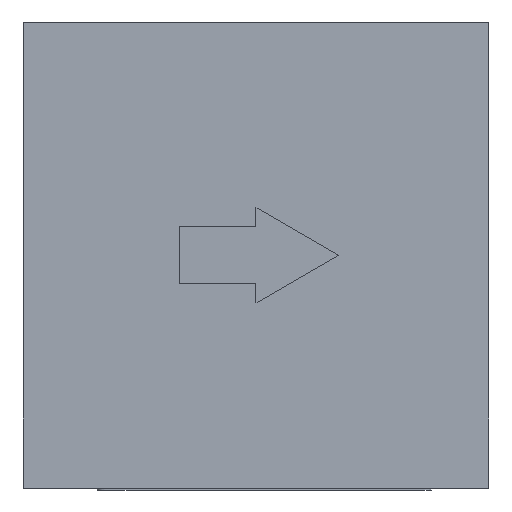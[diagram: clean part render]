
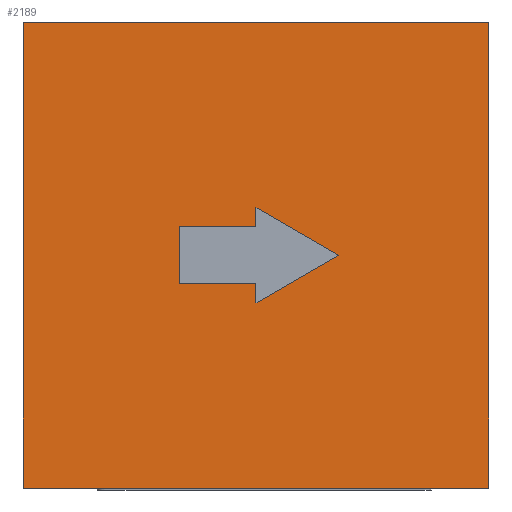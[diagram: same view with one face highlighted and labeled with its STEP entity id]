
A CAD part, left-side view. The second image highlights one B-rep face of the part: STEP entity #2189.
In plain terms, the highlighted planar face has unit normal (-1, 0, 0).
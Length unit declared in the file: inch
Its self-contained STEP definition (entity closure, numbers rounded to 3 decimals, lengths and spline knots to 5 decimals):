
#92 = VERTEX_POINT ( 'NONE', #105 ) ;
#105 = CARTESIAN_POINT ( 'NONE',  ( -5.12, 0.61, -0.485 ) ) ;
#380 = DIRECTION ( 'NONE',  ( 0., -0.866, 0.5 ) ) ;
#688 = VECTOR ( 'NONE', #16504, 39.37008 ) ;
#766 = LINE ( 'NONE', #6015, #12651 ) ;
#1946 = CARTESIAN_POINT ( 'NONE',  ( -5.12, 0.39349, -0.61 ) ) ;
#2088 = CARTESIAN_POINT ( 'NONE',  ( -5.12, 1.22, 0. ) ) ;
#2146 = DIRECTION ( 'NONE',  ( 0., -1., 0. ) ) ;
#2183 = PLANE ( 'NONE',  #11195 ) ;
#2189 = ADVANCED_FACE ( 'NONE', ( #5760, #3613 ), #2183, .T. ) ;
#2233 = EDGE_LOOP ( 'NONE', ( #14507, #4576, #5893, #7993, #15768, #9902, #13905 ) ) ;
#2237 = VERTEX_POINT ( 'NONE', #15300 ) ;
#2336 = VERTEX_POINT ( 'NONE', #7391 ) ;
#2671 = CARTESIAN_POINT ( 'NONE',  ( -5.12, 0., 0. ) ) ;
#2899 = CARTESIAN_POINT ( 'NONE',  ( -5.12, 0.61, -0.735 ) ) ;
#2961 = EDGE_CURVE ( 'NONE', #2336, #10479, #9529, .T. ) ;
#3132 = CARTESIAN_POINT ( 'NONE',  ( -5.12, 0.61, -0.535 ) ) ;
#3613 = FACE_BOUND ( 'NONE', #2233, .T. ) ;
#3632 = DIRECTION ( 'NONE',  ( 0., -1., 0. ) ) ;
#4487 = DIRECTION ( 'NONE',  ( 0., 0., -1. ) ) ;
#4553 = VECTOR ( 'NONE', #13497, 39.37008 ) ;
#4576 = ORIENTED_EDGE ( 'NONE', *, *, #11536, .F. ) ;
#4618 = VECTOR ( 'NONE', #5082, 39.37008 ) ;
#4803 = EDGE_CURVE ( 'NONE', #6311, #2237, #14387, .T. ) ;
#4925 = DIRECTION ( 'NONE',  ( 0., 0., -1. ) ) ;
#5082 = DIRECTION ( 'NONE',  ( 0., 0.866, 0.5 ) ) ;
#5297 = LINE ( 'NONE', #8015, #11004 ) ;
#5760 = FACE_OUTER_BOUND ( 'NONE', #16146, .T. ) ;
#5818 = EDGE_CURVE ( 'NONE', #12192, #2336, #16361, .T. ) ;
#5893 = ORIENTED_EDGE ( 'NONE', *, *, #9717, .F. ) ;
#6015 = CARTESIAN_POINT ( 'NONE',  ( -5.12, 0.61, -0.685 ) ) ;
#6126 = DIRECTION ( 'NONE',  ( 0., 0., 1. ) ) ;
#6311 = VERTEX_POINT ( 'NONE', #9916 ) ;
#6474 = ORIENTED_EDGE ( 'NONE', *, *, #5818, .F. ) ;
#6852 = VERTEX_POINT ( 'NONE', #1946 ) ;
#7104 = VECTOR ( 'NONE', #3632, 39.37008 ) ;
#7331 = ORIENTED_EDGE ( 'NONE', *, *, #16953, .F. ) ;
#7391 = CARTESIAN_POINT ( 'NONE',  ( -5.12, 0., -1.22 ) ) ;
#7626 = LINE ( 'NONE', #15670, #4618 ) ;
#7792 = CARTESIAN_POINT ( 'NONE',  ( -5.12, 0., 0. ) ) ;
#7993 = ORIENTED_EDGE ( 'NONE', *, *, #11684, .F. ) ;
#8015 = CARTESIAN_POINT ( 'NONE',  ( -5.12, 0.39349, -0.61 ) ) ;
#8158 = CARTESIAN_POINT ( 'NONE',  ( -5.12, 0., -1.22 ) ) ;
#8527 = CARTESIAN_POINT ( 'NONE',  ( -5.12, 1.22, 0. ) ) ;
#9197 = CARTESIAN_POINT ( 'NONE',  ( -5.12, 0.61, -0.735 ) ) ;
#9382 = LINE ( 'NONE', #3132, #10446 ) ;
#9464 = DIRECTION ( 'NONE',  ( 0., 0., -1. ) ) ;
#9529 = LINE ( 'NONE', #8158, #4553 ) ;
#9717 = EDGE_CURVE ( 'NONE', #13441, #6852, #5297, .T. ) ;
#9902 = ORIENTED_EDGE ( 'NONE', *, *, #4803, .F. ) ;
#9916 = CARTESIAN_POINT ( 'NONE',  ( -5.12, 0.81, -0.535 ) ) ;
#10299 = LINE ( 'NONE', #15492, #7104 ) ;
#10446 = VECTOR ( 'NONE', #9464, 39.37008 ) ;
#10479 = VERTEX_POINT ( 'NONE', #12574 ) ;
#10876 = EDGE_CURVE ( 'NONE', #11306, #12192, #10299, .T. ) ;
#11004 = VECTOR ( 'NONE', #380, 39.37008 ) ;
#11195 = AXIS2_PLACEMENT_3D ( 'NONE', #15471, #14086, #6126 ) ;
#11306 = VERTEX_POINT ( 'NONE', #8527 ) ;
#11451 = EDGE_CURVE ( 'NONE', #92, #13537, #9382, .T. ) ;
#11506 = VECTOR ( 'NONE', #4487, 39.37008 ) ;
#11536 = EDGE_CURVE ( 'NONE', #6852, #92, #7626, .T. ) ;
#11684 = EDGE_CURVE ( 'NONE', #14584, #13441, #13073, .T. ) ;
#11864 = EDGE_CURVE ( 'NONE', #2237, #14584, #766, .T. ) ;
#12069 = ORIENTED_EDGE ( 'NONE', *, *, #10876, .F. ) ;
#12192 = VERTEX_POINT ( 'NONE', #7792 ) ;
#12231 = CARTESIAN_POINT ( 'NONE',  ( -5.12, 0.61, -0.685 ) ) ;
#12526 = VECTOR ( 'NONE', #13132, 39.37008 ) ;
#12574 = CARTESIAN_POINT ( 'NONE',  ( -5.12, 1.22, -1.22 ) ) ;
#12586 = VECTOR ( 'NONE', #4925, 39.37008 ) ;
#12651 = VECTOR ( 'NONE', #2146, 39.37008 ) ;
#13040 = CARTESIAN_POINT ( 'NONE',  ( -5.12, 0.81, -0.535 ) ) ;
#13073 = LINE ( 'NONE', #9197, #15991 ) ;
#13132 = DIRECTION ( 'NONE',  ( 0., 1., 0. ) ) ;
#13441 = VERTEX_POINT ( 'NONE', #2899 ) ;
#13497 = DIRECTION ( 'NONE',  ( 0., 1., 0. ) ) ;
#13537 = VERTEX_POINT ( 'NONE', #16367 ) ;
#13905 = ORIENTED_EDGE ( 'NONE', *, *, #16262, .F. ) ;
#13908 = LINE ( 'NONE', #2088, #688 ) ;
#14086 = DIRECTION ( 'NONE',  ( -1., 0., 0. ) ) ;
#14107 = DIRECTION ( 'NONE',  ( 0., 0., -1. ) ) ;
#14155 = LINE ( 'NONE', #13040, #12526 ) ;
#14387 = LINE ( 'NONE', #15689, #12586 ) ;
#14507 = ORIENTED_EDGE ( 'NONE', *, *, #11451, .F. ) ;
#14584 = VERTEX_POINT ( 'NONE', #12231 ) ;
#15042 = ORIENTED_EDGE ( 'NONE', *, *, #2961, .F. ) ;
#15300 = CARTESIAN_POINT ( 'NONE',  ( -5.12, 0.81, -0.685 ) ) ;
#15471 = CARTESIAN_POINT ( 'NONE',  ( -5.12, 1.22, 0. ) ) ;
#15492 = CARTESIAN_POINT ( 'NONE',  ( -5.12, 0., 0. ) ) ;
#15670 = CARTESIAN_POINT ( 'NONE',  ( -5.12, 0.61, -0.485 ) ) ;
#15689 = CARTESIAN_POINT ( 'NONE',  ( -5.12, 0.81, -0.685 ) ) ;
#15768 = ORIENTED_EDGE ( 'NONE', *, *, #11864, .F. ) ;
#15991 = VECTOR ( 'NONE', #14107, 39.37008 ) ;
#16146 = EDGE_LOOP ( 'NONE', ( #12069, #7331, #15042, #6474 ) ) ;
#16262 = EDGE_CURVE ( 'NONE', #13537, #6311, #14155, .T. ) ;
#16361 = LINE ( 'NONE', #2671, #11506 ) ;
#16367 = CARTESIAN_POINT ( 'NONE',  ( -5.12, 0.61, -0.535 ) ) ;
#16504 = DIRECTION ( 'NONE',  ( 0., 0., 1. ) ) ;
#16953 = EDGE_CURVE ( 'NONE', #10479, #11306, #13908, .T. ) ;
